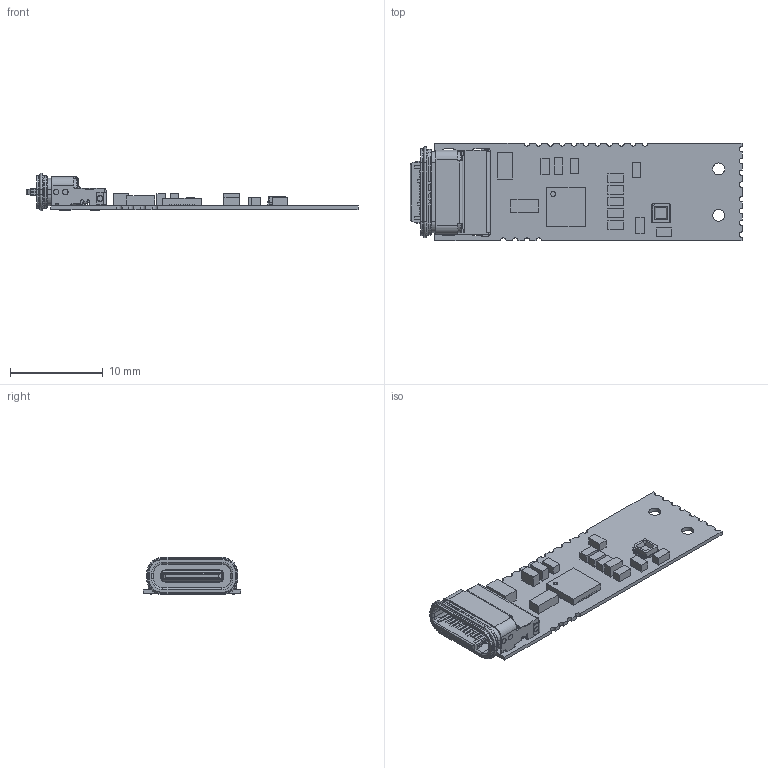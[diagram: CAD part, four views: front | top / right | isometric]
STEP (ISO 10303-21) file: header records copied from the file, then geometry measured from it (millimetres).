
FILE_DESCRIPTION(('Open CASCADE Model'),'2;1');
FILE_NAME('Open CASCADE Shape Model','2019-05-20T14:01:59',('Author'),( 'Open CASCADE'),'Open CASCADE STEP processor 6.8','Open CASCADE 6.8' ,'Unknown');
FILE_SCHEMA(('AUTOMOTIVE_DESIGN { 1 0 10303 214 1 1 1 1 }'));
Length unit declared in the file: millimetre
Products named in the file (40): PCB; Board; C1; 5861654976; Extruded; R2; 5861655168; R1; 5861654784; C2; USBC; c-2305018-2-a-3d; R8; R7; R6; R5; C3; 6097256256; C4; 5861655360; R4; R3; D*; 5861655552; D2; CLMVC-FKA-CL1D1L71BB7C3C3--3DModel-STEP-56544; U1; 5865972032; Open_CASCADE_STEP_translator_6.8_1.1; Body; Open_CASCADE_STEP_translator_6.8_1.2.1; Thermal_Shape; Pin_Shape; Open_CASCADE_STEP_translator_6.8_1.4.1; Free-Models
Assembly tree (69 placements, depth 5):
  PCB
    Board
    C1
      5861654976
        Extruded
    R2
      5861655168
        Extruded
    R1
      5861654784
        Extruded
    C2
      5861654976
        Extruded
    USBC
      c-2305018-2-a-3d
    R8
      5861654784
        Extruded
    R7
      5861654784
        Extruded
    R6
      5861654784
        Extruded
    R5
      5861655168
        Extruded
    C3
      6097256256
        Extruded
    C4
      5861655360
        Extruded
    R4
      5861654784
        Extruded
    R3
      5861655168
        Extruded
    D*
      5861655552
        Extruded
    D2
      CLMVC-FKA-CL1D1L71BB7C3C3--3DModel-STEP-56544
    U1
      5865972032
        Open_CASCADE_STEP_translator_6.8_1.1
        Body
          Open_CASCADE_STEP_translator_6.8_1.2.1
        Thermal_Shape
        Pin_Shape  x24
          Open_CASCADE_STEP_translator_6.8_1.4.1
    Free-Models
Bounding box: 35.8 x 10.5 x 4.06 mm (x, y, z)
Volume: 298.1 mm3; surface area: 1448.3 mm2
Topology: 46 solids, 47 shells, 1453 faces, 3612 edges, 2249 vertices
Faces by surface type: plane 1016, cylinder 315, torus 52, cone 42, sphere 20, extrusion 4, bspline 4
Full cylindrical faces by diameter (mm): 0.519 x1, 1.3 x2
Entity records: 34932 total; most frequent: CARTESIAN_POINT 6672, DIRECTION 5767, ORIENTED_EDGE 5747, EDGE_CURVE 2874, VECTOR 2031, LINE 2027, AXIS2_PLACEMENT_3D 1868, VERTEX_POINT 1825
